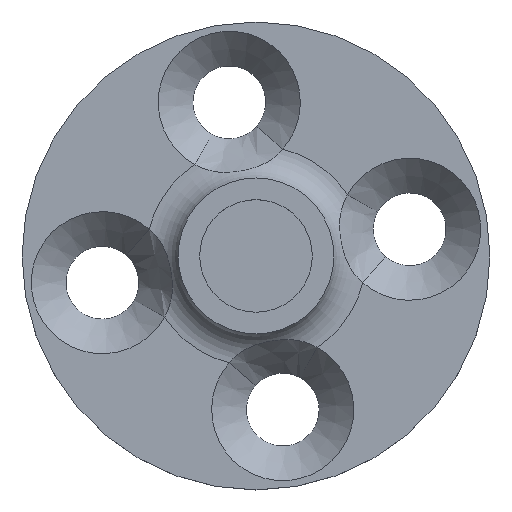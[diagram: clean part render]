
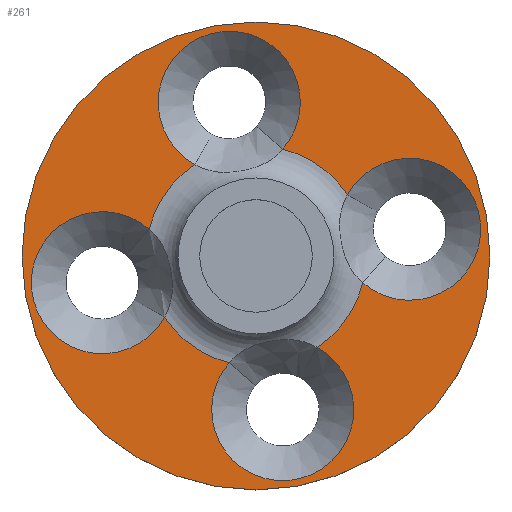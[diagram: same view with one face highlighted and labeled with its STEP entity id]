
A CAD part, top view. The second image highlights one B-rep face of the part: STEP entity #261.
In plain terms, the highlighted planar face has unit normal (0, 0, 1).
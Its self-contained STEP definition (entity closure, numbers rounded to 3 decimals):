
#50=FACE_BOUND('',#90,.T.);
#70=FACE_OUTER_BOUND('',#89,.T.);
#89=EDGE_LOOP('',(#221));
#90=EDGE_LOOP('',(#222,#223,#224,#225,#226,#227,#228,#229));
#103=CIRCLE('',#299,4.1);
#104=CIRCLE('',#301,6.354);
#107=CIRCLE('',#304,6.354);
#108=CIRCLE('',#305,6.354);
#109=CIRCLE('',#306,6.354);
#110=CIRCLE('',#308,4.1);
#111=CIRCLE('',#310,4.1);
#112=CIRCLE('',#312,13.5);
#113=CIRCLE('',#313,4.1);
#125=VERTEX_POINT('',#446);
#126=VERTEX_POINT('',#448);
#127=VERTEX_POINT('',#497);
#130=VERTEX_POINT('',#509);
#131=VERTEX_POINT('',#518);
#132=VERTEX_POINT('',#520);
#133=VERTEX_POINT('',#530);
#134=VERTEX_POINT('',#532);
#135=VERTEX_POINT('',#628);
#149=EDGE_CURVE('',#126,#125,#103,.T.);
#151=EDGE_CURVE('',#125,#127,#104,.T.);
#156=EDGE_CURVE('',#130,#131,#107,.T.);
#158=EDGE_CURVE('',#132,#133,#108,.T.);
#160=EDGE_CURVE('',#134,#126,#109,.T.);
#163=EDGE_CURVE('',#133,#134,#110,.T.);
#166=EDGE_CURVE('',#127,#130,#111,.T.);
#167=EDGE_CURVE('',#135,#135,#112,.T.);
#168=EDGE_CURVE('',#131,#132,#113,.T.);
#221=ORIENTED_EDGE('',*,*,#167,.T.);
#222=ORIENTED_EDGE('',*,*,#149,.F.);
#223=ORIENTED_EDGE('',*,*,#160,.F.);
#224=ORIENTED_EDGE('',*,*,#163,.F.);
#225=ORIENTED_EDGE('',*,*,#158,.F.);
#226=ORIENTED_EDGE('',*,*,#168,.F.);
#227=ORIENTED_EDGE('',*,*,#156,.F.);
#228=ORIENTED_EDGE('',*,*,#166,.F.);
#229=ORIENTED_EDGE('',*,*,#151,.F.);
#250=PLANE('',#311);
#261=ADVANCED_FACE('',(#70,#50),#250,.F.);
#299=AXIS2_PLACEMENT_3D('',#450,#341,#342);
#301=AXIS2_PLACEMENT_3D('',#498,#345,#346);
#304=AXIS2_PLACEMENT_3D('',#519,#351,#352);
#305=AXIS2_PLACEMENT_3D('',#531,#353,#354);
#306=AXIS2_PLACEMENT_3D('',#542,#355,#356);
#308=AXIS2_PLACEMENT_3D('',#546,#361,#362);
#310=AXIS2_PLACEMENT_3D('',#586,#367,#368);
#311=AXIS2_PLACEMENT_3D('',#627,#369,#370);
#312=AXIS2_PLACEMENT_3D('',#629,#371,#372);
#313=AXIS2_PLACEMENT_3D('',#630,#373,#374);
#341=DIRECTION('center_axis',(0.,0.,1.));
#342=DIRECTION('ref_axis',(1.,0.,0.));
#345=DIRECTION('center_axis',(0.,0.,1.));
#346=DIRECTION('ref_axis',(-1.,0.,0.));
#351=DIRECTION('center_axis',(0.,0.,1.));
#352=DIRECTION('ref_axis',(-1.,0.,0.));
#353=DIRECTION('center_axis',(0.,0.,1.));
#354=DIRECTION('ref_axis',(-1.,0.,0.));
#355=DIRECTION('center_axis',(0.,0.,1.));
#356=DIRECTION('ref_axis',(-1.,0.,0.));
#361=DIRECTION('center_axis',(0.,0.,1.));
#362=DIRECTION('ref_axis',(1.,0.,0.));
#367=DIRECTION('center_axis',(0.,0.,1.));
#368=DIRECTION('ref_axis',(1.,0.,0.));
#369=DIRECTION('center_axis',(0.,0.,-1.));
#370=DIRECTION('ref_axis',(-1.,0.,0.));
#371=DIRECTION('center_axis',(0.,0.,1.));
#372=DIRECTION('ref_axis',(-1.,0.,0.));
#373=DIRECTION('center_axis',(0.,0.,1.));
#374=DIRECTION('ref_axis',(1.,0.,0.));
#446=CARTESIAN_POINT('',(3.532,-5.282,4.));
#448=CARTESIAN_POINT('',(-1.541,-6.164,4.));
#450=CARTESIAN_POINT('Origin',(1.542,-8.867,4.));
#497=CARTESIAN_POINT('',(6.164,-1.541,4.));
#498=CARTESIAN_POINT('Origin',(0.,0.,4.));
#509=CARTESIAN_POINT('',(5.282,3.532,4.));
#518=CARTESIAN_POINT('',(1.541,6.164,4.));
#519=CARTESIAN_POINT('Origin',(0.,0.,4.));
#520=CARTESIAN_POINT('',(-3.532,5.282,4.));
#530=CARTESIAN_POINT('',(-6.164,1.541,4.));
#531=CARTESIAN_POINT('Origin',(0.,0.,4.));
#532=CARTESIAN_POINT('',(-5.282,-3.532,4.));
#542=CARTESIAN_POINT('Origin',(0.,0.,4.));
#546=CARTESIAN_POINT('Origin',(-8.867,-1.542,4.));
#586=CARTESIAN_POINT('Origin',(8.867,1.542,4.));
#627=CARTESIAN_POINT('Origin',(0.,0.,4.));
#628=CARTESIAN_POINT('',(13.5,0.,4.));
#629=CARTESIAN_POINT('Origin',(0.,0.,4.));
#630=CARTESIAN_POINT('Origin',(-1.542,8.867,4.));
